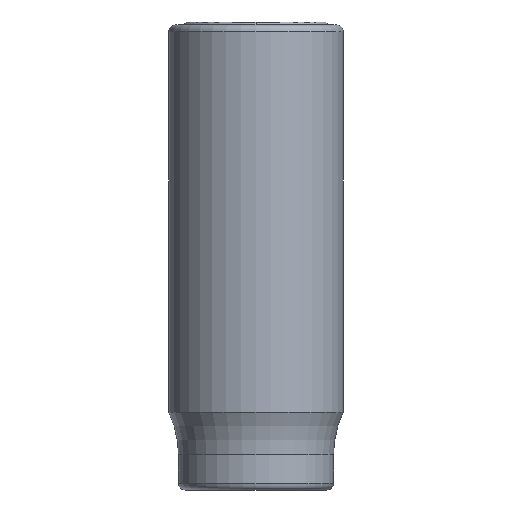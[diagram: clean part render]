
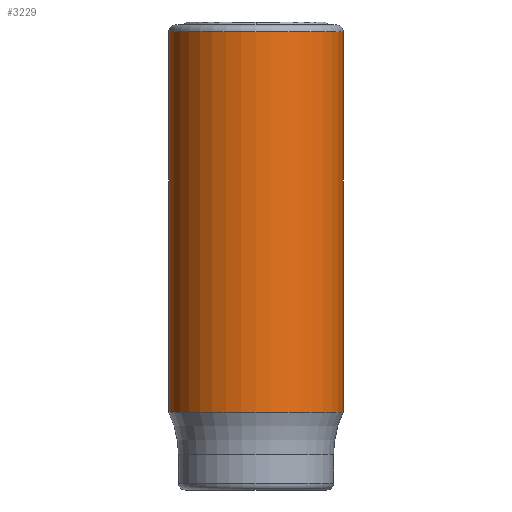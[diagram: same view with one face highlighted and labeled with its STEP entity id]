
A CAD part, front view. The second image highlights one B-rep face of the part: STEP entity #3229.
In plain terms, the highlighted cylindrical face has radius 9 mm (diameter 18 mm), a partial arc.
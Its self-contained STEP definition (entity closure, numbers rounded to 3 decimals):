
#2716=DIRECTION('',(0.,0.,1.));
#2717=VECTOR('',#2716,39.3);
#2718=CARTESIAN_POINT('',(-9.,0.,7.7));
#2719=LINE('',#2718,#2717);
#2723=CARTESIAN_POINT('',(0.,0.,47.));
#2724=DIRECTION('',(0.,0.,1.));
#2725=DIRECTION('',(1.,0.,0.));
#2726=AXIS2_PLACEMENT_3D('',#2723,#2724,#2725);
#2731=CARTESIAN_POINT('',(0.,0.,7.7));
#2732=DIRECTION('',(0.,0.,1.));
#2733=DIRECTION('',(1.,0.,0.));
#2734=AXIS2_PLACEMENT_3D('',#2731,#2732,#2733);
#2739=DIRECTION('',(0.,0.,1.));
#2740=VECTOR('',#2739,39.3);
#2741=CARTESIAN_POINT('',(9.,0.,7.7));
#2742=LINE('',#2741,#2740);
#2922=CARTESIAN_POINT('',(-9.,0.,7.7));
#2923=CARTESIAN_POINT('',(9.,0.,7.7));
#2924=VERTEX_POINT('',#2922);
#2925=VERTEX_POINT('',#2923);
#2946=CARTESIAN_POINT('',(9.,0.,47.));
#2947=CARTESIAN_POINT('',(-9.,0.,47.));
#2948=VERTEX_POINT('',#2946);
#2949=VERTEX_POINT('',#2947);
#3217=CARTESIAN_POINT('',(0.,0.,7.7));
#3218=DIRECTION('',(0.,0.,1.));
#3219=DIRECTION('',(1.,0.,0.));
#3220=AXIS2_PLACEMENT_3D('',#3217,#3218,#3219);
#3221=CYLINDRICAL_SURFACE('',#3220,9.);
#3222=ORIENTED_EDGE('',*,*,#3182,.T.);
#3223=ORIENTED_EDGE('',*,*,#3212,.F.);
#3225=ORIENTED_EDGE('',*,*,#3224,.F.);
#3226=ORIENTED_EDGE('',*,*,#3208,.T.);
#3227=EDGE_LOOP('',(#3222,#3223,#3225,#3226));
#3228=FACE_OUTER_BOUND('',#3227,.F.);
#3229=ADVANCED_FACE('',(#3228),#3221,.T.);
#2727=CIRCLE('',#2726,9.);
#2735=CIRCLE('',#2734,9.);
#3182=EDGE_CURVE('',#2948,#2949,#2727,.T.);
#3208=EDGE_CURVE('',#2925,#2948,#2742,.T.);
#3212=EDGE_CURVE('',#2924,#2949,#2719,.T.);
#3224=EDGE_CURVE('',#2925,#2924,#2735,.T.);
